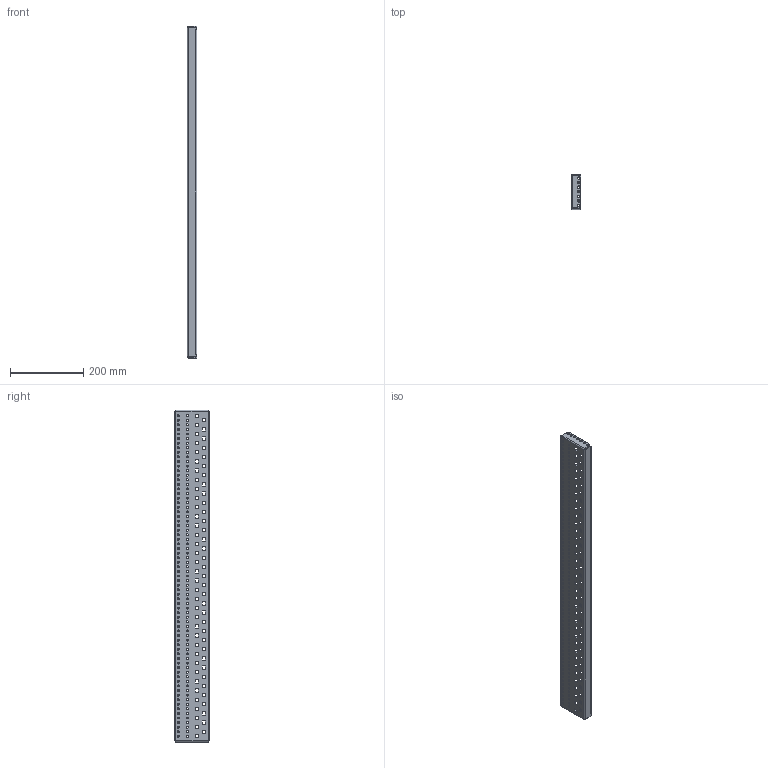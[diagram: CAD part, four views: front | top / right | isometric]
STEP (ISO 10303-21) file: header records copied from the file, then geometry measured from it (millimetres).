
FILE_DESCRIPTION (( 'STEP AP214' ), '1' );
FILE_NAME ('FO-00-RSB-100 FORMAT Ðåéêà áîêîâàÿ óñèëåííàÿ 1000ìì (2øò_êîìïë) IEK.STEP', '2022-05-30T12:32:21', ( '' ), ( '' ), 'SwSTEP 2.0', 'SolidWorks 2017', '' );
FILE_SCHEMA (( 'AUTOMOTIVE_DESIGN' ));
Length unit declared in the file: millimetre
Products named in the file (1): FO-00-RSB-100 FORMAT Ðåéêà áîêîâàÿ óñèëåííàÿ 1000ìì (2øò_êîìïë) IEK
Bounding box: 27 x 94 x 906 mm (x, y, z)
Volume: 271672.2 mm3; surface area: 286615.4 mm2
Topology: 1 solids, 1 shells, 666 faces, 1948 edges, 1284 vertices
Faces by surface type: plane 342, cylinder 324
Entity records: 23134 total; most frequent: DIRECTION 3934, CARTESIAN_POINT 3899, ORIENTED_EDGE 3896, EDGE_CURVE 1948, AXIS2_PLACEMENT_3D 1319, LINE 1296, VECTOR 1296, VERTEX_POINT 1284
